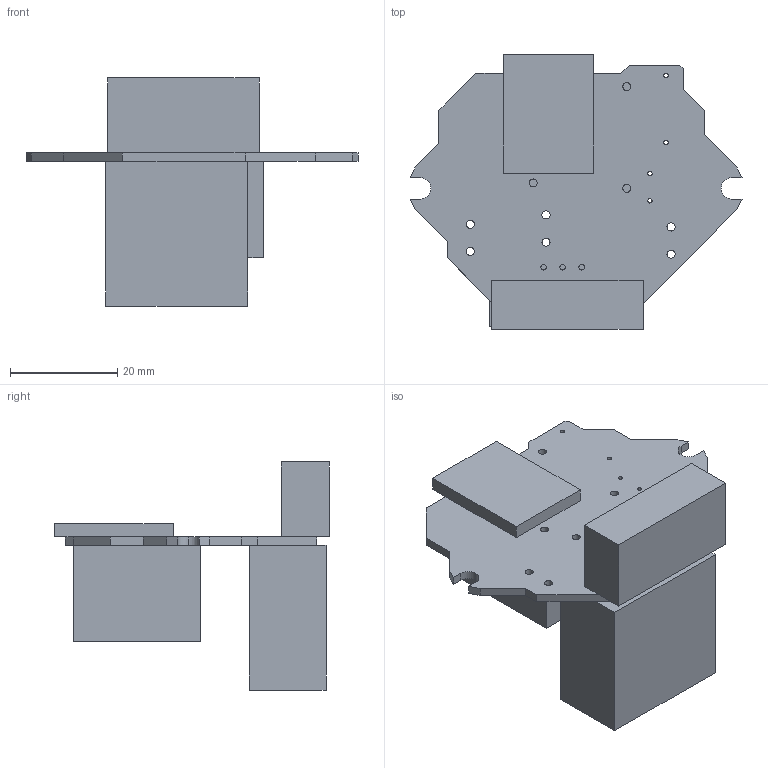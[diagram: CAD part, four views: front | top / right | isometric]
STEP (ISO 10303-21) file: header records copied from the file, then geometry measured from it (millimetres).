
FILE_DESCRIPTION(('FreeCAD Model'),'2;1');
FILE_NAME( 'esp8266_test_board.step', '2017-03-16T01:43:46',(''),(''),'Open CASCADE STEP processor 6.8', 'FreeCAD','Unknown');
FILE_SCHEMA(('AUTOMOTIVE_DESIGN_CC2 { 1 2 10303 214 -1 1 5 4 }'));
Length unit declared in the file: millimetre
Products named in the file (2): ASSEMBLY; Pad003
Assembly tree (1 placements, depth 2):
  ASSEMBLY
    Pad003
Bounding box: 62 x 51.33 x 42.6 mm (x, y, z)
Volume: 28447.1 mm3; surface area: 10298.5 mm2
Topology: 1 solids, 6 shells, 91 faces, 210 edges, 138 vertices
Faces by surface type: plane 66, cylinder 25
Full cylindrical faces by diameter (mm): 0.813 x4, 1.016 x3, 1.349 x4, 1.5 x5, 1.524 x5
Entity records: 5500 total; most frequent: CARTESIAN_POINT 1131, DIRECTION 821, LINE 530, VECTOR 530, ORIENTED_EDGE 420, PCURVE 420, DEFINITIONAL_REPRESENTATION 420, EDGE_CURVE 210
